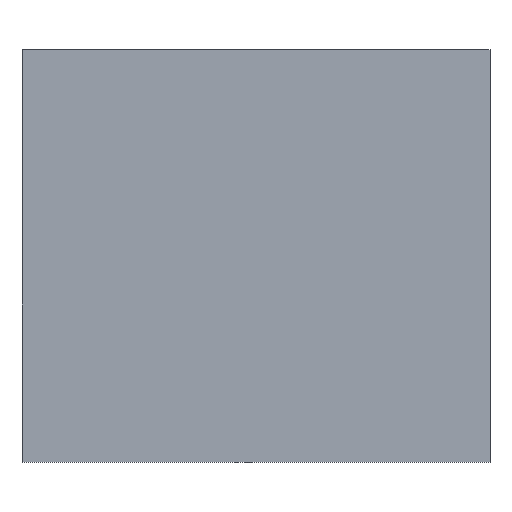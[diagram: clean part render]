
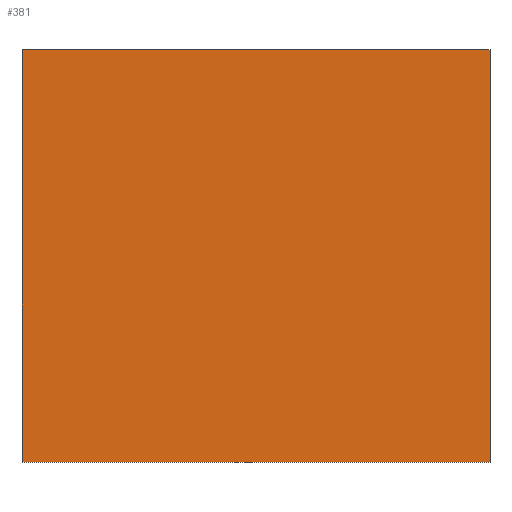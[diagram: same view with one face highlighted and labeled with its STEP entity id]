
A CAD part, top view. The second image highlights one B-rep face of the part: STEP entity #381.
In plain terms, the highlighted planar face has unit normal (0, 0, 1).
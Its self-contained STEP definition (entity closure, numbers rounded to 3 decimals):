
#345=AXIS2_PLACEMENT_3D('Plane Axis2P3D',#342,#343,#344) ;
#342=CARTESIAN_POINT('Axis2P3D Location',(2.95,2.6,2.373)) ;
#347=CARTESIAN_POINT('Line Origine',(2.95,5.2,2.373)) ;
#351=CARTESIAN_POINT('Vertex',(5.9,5.2,2.373)) ;
#353=CARTESIAN_POINT('Vertex',(0.,5.2,2.373)) ;
#356=CARTESIAN_POINT('Line Origine',(0.,2.6,2.373)) ;
#360=CARTESIAN_POINT('Vertex',(0.,0.,2.373)) ;
#363=CARTESIAN_POINT('Line Origine',(2.95,0.,2.373)) ;
#367=CARTESIAN_POINT('Vertex',(5.9,0.,2.373)) ;
#370=CARTESIAN_POINT('Line Origine',(5.9,2.6,2.373)) ;
#343=DIRECTION('Axis2P3D Direction',(0.,0.,1.)) ;
#344=DIRECTION('Axis2P3D XDirection',(0.,-1.,0.)) ;
#348=DIRECTION('Vector Direction',(-1.,0.,0.)) ;
#357=DIRECTION('Vector Direction',(0.,1.,0.)) ;
#364=DIRECTION('Vector Direction',(1.,0.,0.)) ;
#371=DIRECTION('Vector Direction',(0.,-1.,0.)) ;
#349=VECTOR('Line Direction',#348,1.) ;
#358=VECTOR('Line Direction',#357,1.) ;
#365=VECTOR('Line Direction',#364,1.) ;
#372=VECTOR('Line Direction',#371,1.) ;
#376=ORIENTED_EDGE('',*,*,#355,.T.) ;
#377=ORIENTED_EDGE('',*,*,#362,.T.) ;
#378=ORIENTED_EDGE('',*,*,#369,.T.) ;
#379=ORIENTED_EDGE('',*,*,#374,.T.) ;
#381=ADVANCED_FACE('S3D GEDREHT',(#380),#346,.T.) ;
#355=EDGE_CURVE('',#352,#354,#350,.T.) ;
#362=EDGE_CURVE('',#354,#361,#359,.F.) ;
#369=EDGE_CURVE('',#361,#368,#366,.T.) ;
#374=EDGE_CURVE('',#368,#352,#373,.F.) ;
#375=EDGE_LOOP('',(#376,#377,#378,#379)) ;
#380=FACE_OUTER_BOUND('',#375,.T.) ;
#350=LINE('Line',#347,#349) ;
#359=LINE('Line',#356,#358) ;
#366=LINE('Line',#363,#365) ;
#373=LINE('Line',#370,#372) ;
#346=PLANE('',#345) ;
#352=VERTEX_POINT('',#351) ;
#354=VERTEX_POINT('',#353) ;
#361=VERTEX_POINT('',#360) ;
#368=VERTEX_POINT('',#367) ;
